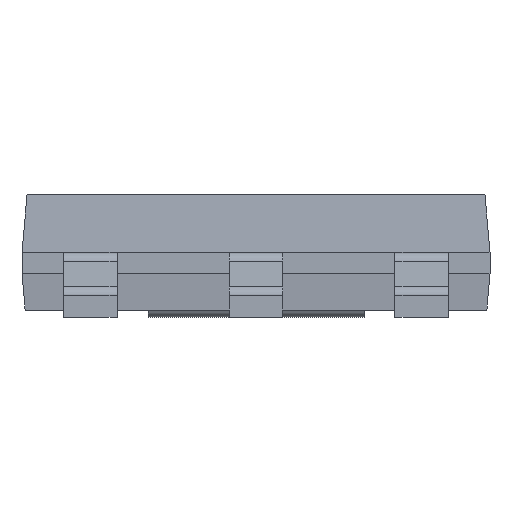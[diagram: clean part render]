
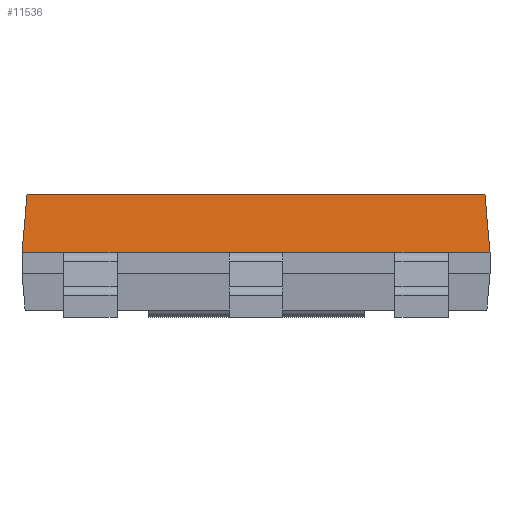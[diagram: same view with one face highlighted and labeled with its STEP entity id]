
A CAD part, front view. The second image highlights one B-rep face of the part: STEP entity #11536.
In plain terms, the highlighted planar face has unit normal (0, -0.996, 0.087).
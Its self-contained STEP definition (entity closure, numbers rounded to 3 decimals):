
#11216 = EDGE_CURVE ( 'NONE', #11245, #11217, #16364, .T. ) ;
#11217 = VERTEX_POINT ( 'NONE', #16360 ) ;
#11245 = VERTEX_POINT ( 'NONE', #16479 ) ;
#11492 = VERTEX_POINT ( 'NONE', #17214 ) ;
#11494 = EDGE_CURVE ( 'NONE', #11492, #11510, #17212, .T. ) ;
#11510 = VERTEX_POINT ( 'NONE', #17234 ) ;
#11534 = EDGE_CURVE ( 'NONE', #11245, #11510, #17326, .T. ) ;
#11536 = ADVANCED_FACE ( 'NONE', ( #17321 ), #17363, .T. ) ;
#11537 = EDGE_LOOP ( 'NONE', ( #11538, #11539, #11540, #11596 ) ) ;
#11538 = ORIENTED_EDGE ( 'NONE', *, *, #11534, .T. ) ;
#11539 = ORIENTED_EDGE ( 'NONE', *, *, #11494, .F. ) ;
#11540 = ORIENTED_EDGE ( 'NONE', *, *, #11595, .F. ) ;
#11595 = EDGE_CURVE ( 'NONE', #11217, #11492, #17611, .T. ) ;
#11596 = ORIENTED_EDGE ( 'NONE', *, *, #11216, .F. ) ;
#16360 = CARTESIAN_POINT ( 'NONE',  ( 3.18, -1.71, 1.7 ) ) ;
#16361 = DIRECTION ( 'NONE',  ( 1., 0., 0. ) ) ;
#16362 = VECTOR ( 'NONE', #16361, 1000. ) ;
#16363 = CARTESIAN_POINT ( 'NONE',  ( 3.25, -1.71, 1.7 ) ) ;
#16364 = LINE ( 'NONE', #16363, #16362 ) ;
#16479 = CARTESIAN_POINT ( 'NONE',  ( -3.18, -1.71, 1.7 ) ) ;
#17209 = DIRECTION ( 'NONE',  ( -1., 0., 0. ) ) ;
#17210 = VECTOR ( 'NONE', #17209, 1000. ) ;
#17211 = CARTESIAN_POINT ( 'NONE',  ( -3.25, -1.78, 0.9 ) ) ;
#17212 = LINE ( 'NONE', #17211, #17210 ) ;
#17214 = CARTESIAN_POINT ( 'NONE',  ( 3.25, -1.78, 0.9 ) ) ;
#17234 = CARTESIAN_POINT ( 'NONE',  ( -3.25, -1.78, 0.9 ) ) ;
#17321 = FACE_OUTER_BOUND ( 'NONE', #11537, .T. ) ;
#17322 = DIRECTION ( 'NONE',  ( -0.087, -0.087, -0.992 ) ) ;
#17323 = VECTOR ( 'NONE', #17322, 1000. ) ;
#17324 = CARTESIAN_POINT ( 'NONE',  ( -3.154, -1.684, 2.001 ) ) ;
#17326 = LINE ( 'NONE', #17324, #17323 ) ;
#17359 = DIRECTION ( 'NONE',  ( 0., -0.087, -0.996 ) ) ;
#17360 = DIRECTION ( 'NONE',  ( 0., -0.996, 0.087 ) ) ;
#17361 = CARTESIAN_POINT ( 'NONE',  ( -3.25, -1.71, 1.7 ) ) ;
#17362 = AXIS2_PLACEMENT_3D ( 'NONE', #17361, #17360, #17359 ) ;
#17363 = PLANE ( 'NONE',  #17362 ) ;
#17608 = DIRECTION ( 'NONE',  ( 0.087, -0.087, -0.992 ) ) ;
#17609 = VECTOR ( 'NONE', #17608, 1000. ) ;
#17610 = CARTESIAN_POINT ( 'NONE',  ( 3.132, -1.662, 2.254 ) ) ;
#17611 = LINE ( 'NONE', #17610, #17609 ) ;
